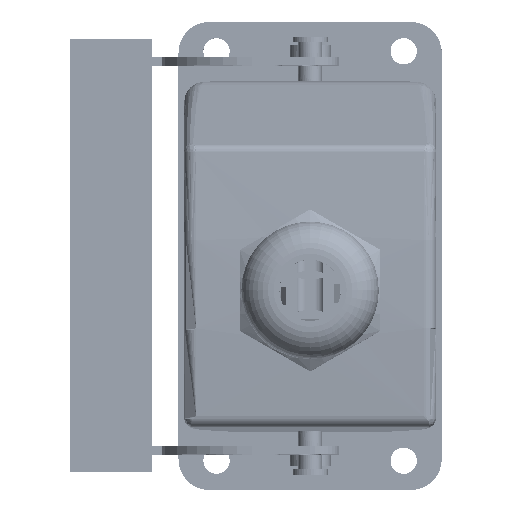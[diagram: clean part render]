
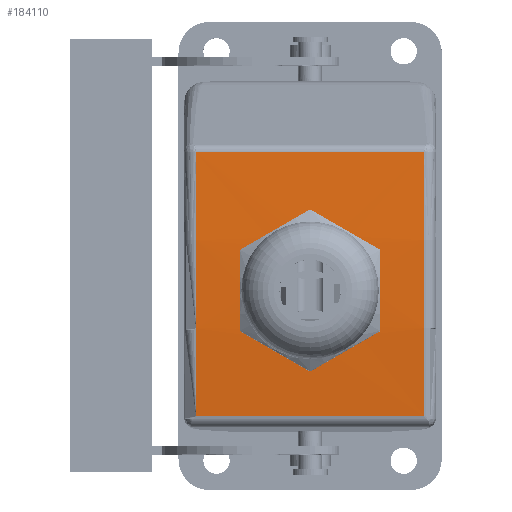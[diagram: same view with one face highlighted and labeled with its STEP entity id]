
A CAD part, top view. The second image highlights one B-rep face of the part: STEP entity #184110.
In plain terms, the highlighted cylindrical face has radius 300 mm (diameter 600 mm), a partial arc.
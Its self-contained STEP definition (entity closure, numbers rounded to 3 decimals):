
#183041=AXIS2_PLACEMENT_3D('Circle Axis2P3D',#183039,#183040,$) ;
#183813=AXIS2_PLACEMENT_3D('Circle Axis2P3D',#183811,#183812,$) ;
#184055=AXIS2_PLACEMENT_3D('Cylinder Axis2P3D',#184052,#184053,#184054) ;
#183036=CARTESIAN_POINT('Vertex',(21.5,12.45,81.979)) ;
#183039=CARTESIAN_POINT('Axis2P3D Location',(21.5,33.948,-217.25)) ;
#183043=CARTESIAN_POINT('Vertex',(21.5,57.62,81.815)) ;
#183808=CARTESIAN_POINT('Vertex',(60.5,57.62,81.815)) ;
#183811=CARTESIAN_POINT('Axis2P3D Location',(60.5,33.948,-217.25)) ;
#183815=CARTESIAN_POINT('Vertex',(60.5,12.45,81.979)) ;
#183928=CARTESIAN_POINT('Line Origine',(30.25,12.45,81.979)) ;
#184052=CARTESIAN_POINT('Axis2P3D Location',(41.,33.948,-217.25)) ;
#184057=CARTESIAN_POINT('Line Origine',(41.,57.62,81.815)) ;
#184069=CARTESIAN_POINT('Control Point',(41.,22.448,82.53)) ;
#184070=CARTESIAN_POINT('Control Point',(43.326,22.448,82.53)) ;
#184071=CARTESIAN_POINT('Control Point',(45.651,23.036,82.552)) ;
#184072=CARTESIAN_POINT('Control Point',(47.778,24.214,82.598)) ;
#184073=CARTESIAN_POINT('Control Point',(50.376,26.701,82.673)) ;
#184074=CARTESIAN_POINT('Control Point',(51.855,29.89,82.726)) ;
#184075=CARTESIAN_POINT('Control Point',(52.21,31.011,82.739)) ;
#184076=CARTESIAN_POINT('Control Point',(52.84,34.47,82.763)) ;
#184077=CARTESIAN_POINT('Control Point',(52.148,38.001,82.737)) ;
#184078=CARTESIAN_POINT('Control Point',(51.088,40.188,82.694)) ;
#184079=CARTESIAN_POINT('Control Point',(48.578,43.113,82.615)) ;
#184080=CARTESIAN_POINT('Control Point',(45.193,44.798,82.555)) ;
#184081=CARTESIAN_POINT('Control Point',(43.824,45.232,82.538)) ;
#184082=CARTESIAN_POINT('Control Point',(42.412,45.448,82.53)) ;
#184083=CARTESIAN_POINT('Control Point',(41.,45.448,82.53)) ;
#184084=CARTESIAN_POINT('Vertex',(41.,22.448,82.53)) ;
#184086=CARTESIAN_POINT('Vertex',(41.,45.448,82.53)) ;
#184090=CARTESIAN_POINT('Control Point',(41.,45.448,82.53)) ;
#184091=CARTESIAN_POINT('Control Point',(38.674,45.448,82.53)) ;
#184092=CARTESIAN_POINT('Control Point',(36.349,44.86,82.552)) ;
#184093=CARTESIAN_POINT('Control Point',(34.222,43.683,82.598)) ;
#184094=CARTESIAN_POINT('Control Point',(31.624,41.196,82.673)) ;
#184095=CARTESIAN_POINT('Control Point',(30.145,38.006,82.726)) ;
#184096=CARTESIAN_POINT('Control Point',(29.79,36.886,82.739)) ;
#184097=CARTESIAN_POINT('Control Point',(29.16,33.427,82.763)) ;
#184098=CARTESIAN_POINT('Control Point',(29.852,29.896,82.737)) ;
#184099=CARTESIAN_POINT('Control Point',(30.912,27.709,82.694)) ;
#184100=CARTESIAN_POINT('Control Point',(33.422,24.784,82.615)) ;
#184101=CARTESIAN_POINT('Control Point',(36.807,23.099,82.555)) ;
#184102=CARTESIAN_POINT('Control Point',(38.176,22.665,82.538)) ;
#184103=CARTESIAN_POINT('Control Point',(39.588,22.448,82.53)) ;
#184104=CARTESIAN_POINT('Control Point',(41.,22.448,82.53)) ;
#183040=DIRECTION('Axis2P3D Direction',(-1.,0.,0.)) ;
#183812=DIRECTION('Axis2P3D Direction',(1.,0.,0.)) ;
#183929=DIRECTION('Vector Direction',(1.,0.,0.)) ;
#184053=DIRECTION('Axis2P3D Direction',(-1.,0.,0.)) ;
#184054=DIRECTION('Axis2P3D XDirection',(0.,-0.17,0.985)) ;
#184058=DIRECTION('Vector Direction',(-1.,0.,0.)) ;
#183930=VECTOR('Line Direction',#183929,1.) ;
#184059=VECTOR('Line Direction',#184058,1.) ;
#184063=ORIENTED_EDGE('',*,*,#184061,.T.) ;
#184064=ORIENTED_EDGE('',*,*,#183045,.F.) ;
#184065=ORIENTED_EDGE('',*,*,#183932,.T.) ;
#184066=ORIENTED_EDGE('',*,*,#183817,.T.) ;
#184107=ORIENTED_EDGE('',*,*,#184088,.F.) ;
#184108=ORIENTED_EDGE('',*,*,#184105,.F.) ;
#184109=FACE_BOUND('',#184106,.T.) ;
#184110=ADVANCED_FACE('Hauptk\X2\00F6\X0\rper',(#184067,#184109),#184056,.T.) ;
#184068=B_SPLINE_CURVE_WITH_KNOTS('',5,(#184069,#184070,#184071,#184072,#184073,#184074,#184075,#184076,#184077,#184078,#184079,#184080,#184081,#184082,#184083),.UNSPECIFIED.,.F.,.U.,(6,3,3,3,6),(0.,16.579,24.868,41.447,51.515),.UNSPECIFIED.) ;
#184089=B_SPLINE_CURVE_WITH_KNOTS('',5,(#184090,#184091,#184092,#184093,#184094,#184095,#184096,#184097,#184098,#184099,#184100,#184101,#184102,#184103,#184104),.UNSPECIFIED.,.F.,.U.,(6,3,3,3,6),(0.,16.579,24.868,41.447,51.515),.UNSPECIFIED.) ;
#183042=CIRCLE('generated circle',#183041,300.) ;
#183814=CIRCLE('generated circle',#183813,300.) ;
#184056=CYLINDRICAL_SURFACE('generated cylinder',#184055,300.) ;
#183045=EDGE_CURVE('',#183037,#183044,#183042,.T.) ;
#183817=EDGE_CURVE('',#183816,#183809,#183814,.F.) ;
#183932=EDGE_CURVE('',#183037,#183816,#183931,.T.) ;
#184061=EDGE_CURVE('',#183809,#183044,#184060,.T.) ;
#184088=EDGE_CURVE('',#184085,#184087,#184068,.T.) ;
#184105=EDGE_CURVE('',#184087,#184085,#184089,.T.) ;
#184062=EDGE_LOOP('',(#184063,#184064,#184065,#184066)) ;
#184106=EDGE_LOOP('',(#184107,#184108)) ;
#184067=FACE_OUTER_BOUND('',#184062,.T.) ;
#183931=LINE('Line',#183928,#183930) ;
#184060=LINE('Line',#184057,#184059) ;
#183037=VERTEX_POINT('',#183036) ;
#183044=VERTEX_POINT('',#183043) ;
#183809=VERTEX_POINT('',#183808) ;
#183816=VERTEX_POINT('',#183815) ;
#184085=VERTEX_POINT('',#184084) ;
#184087=VERTEX_POINT('',#184086) ;
